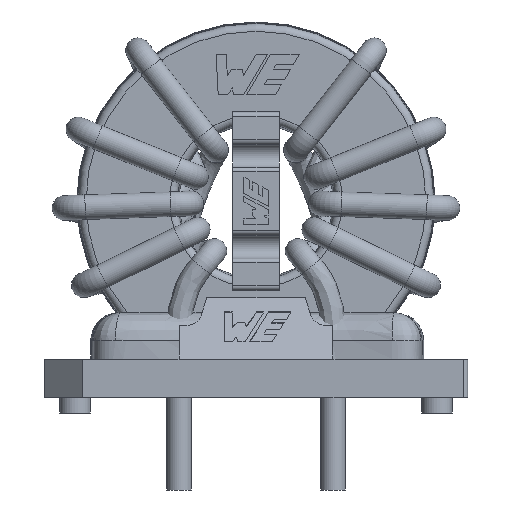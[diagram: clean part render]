
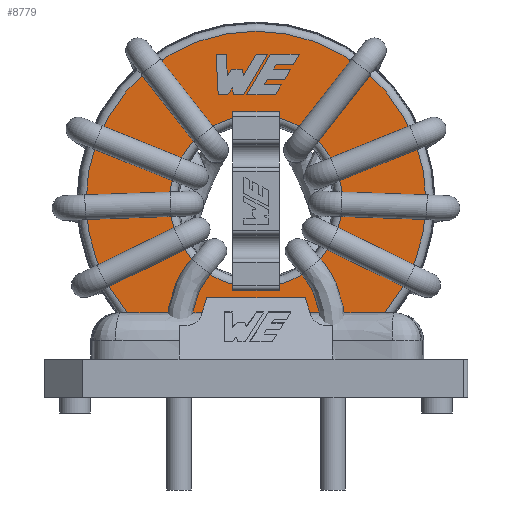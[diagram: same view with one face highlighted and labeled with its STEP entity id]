
A CAD part, front view. The second image highlights one B-rep face of the part: STEP entity #8779.
In plain terms, the highlighted planar face has unit normal (0, -1, 0).
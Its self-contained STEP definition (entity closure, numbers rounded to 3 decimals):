
#379=CIRCLE('',#9542,5.613);
#385=CIRCLE('',#9555,11.037);
#1533=ORIENTED_EDGE('',*,*,#3416,.F.);
#1534=ORIENTED_EDGE('',*,*,#3414,.F.);
#1535=ORIENTED_EDGE('',*,*,#3412,.F.);
#1536=ORIENTED_EDGE('',*,*,#3417,.F.);
#1537=ORIENTED_EDGE('',*,*,#3451,.F.);
#1538=ORIENTED_EDGE('',*,*,#3448,.F.);
#1539=ORIENTED_EDGE('',*,*,#3445,.F.);
#1540=ORIENTED_EDGE('',*,*,#3442,.F.);
#1541=ORIENTED_EDGE('',*,*,#3439,.F.);
#1542=ORIENTED_EDGE('',*,*,#3436,.F.);
#1543=ORIENTED_EDGE('',*,*,#3433,.F.);
#1544=ORIENTED_EDGE('',*,*,#3430,.F.);
#1545=ORIENTED_EDGE('',*,*,#3427,.F.);
#1546=ORIENTED_EDGE('',*,*,#3424,.F.);
#1547=ORIENTED_EDGE('',*,*,#3421,.F.);
#1548=ORIENTED_EDGE('',*,*,#3453,.F.);
#1549=ORIENTED_EDGE('',*,*,#3491,.F.);
#1550=ORIENTED_EDGE('',*,*,#3489,.F.);
#1551=ORIENTED_EDGE('',*,*,#3487,.F.);
#1552=ORIENTED_EDGE('',*,*,#3485,.F.);
#1553=ORIENTED_EDGE('',*,*,#3483,.F.);
#1554=ORIENTED_EDGE('',*,*,#3481,.F.);
#1555=ORIENTED_EDGE('',*,*,#3479,.F.);
#1556=ORIENTED_EDGE('',*,*,#3477,.F.);
#1557=ORIENTED_EDGE('',*,*,#3475,.F.);
#1558=ORIENTED_EDGE('',*,*,#3473,.F.);
#1559=ORIENTED_EDGE('',*,*,#3471,.F.);
#1560=ORIENTED_EDGE('',*,*,#3469,.F.);
#1561=ORIENTED_EDGE('',*,*,#3492,.F.);
#1562=ORIENTED_EDGE('',*,*,#3505,.T.);
#1563=ORIENTED_EDGE('',*,*,#3511,.T.);
#3412=EDGE_CURVE('',#4496,#4495,#5469,.T.);
#3414=EDGE_CURVE('',#4495,#4497,#5471,.T.);
#3416=EDGE_CURVE('',#4497,#4498,#5473,.T.);
#3417=EDGE_CURVE('',#4498,#4496,#5474,.T.);
#3421=EDGE_CURVE('',#4502,#4499,#5478,.T.);
#3424=EDGE_CURVE('',#4499,#4503,#5481,.T.);
#3427=EDGE_CURVE('',#4503,#4505,#5484,.T.);
#3430=EDGE_CURVE('',#4505,#4507,#5487,.T.);
#3433=EDGE_CURVE('',#4507,#4509,#5490,.T.);
#3436=EDGE_CURVE('',#4509,#4511,#5493,.T.);
#3439=EDGE_CURVE('',#4511,#4513,#5496,.T.);
#3442=EDGE_CURVE('',#4513,#4515,#5499,.T.);
#3445=EDGE_CURVE('',#4515,#4517,#5502,.T.);
#3448=EDGE_CURVE('',#4517,#4519,#5505,.T.);
#3451=EDGE_CURVE('',#4519,#4521,#5508,.T.);
#3453=EDGE_CURVE('',#4521,#4502,#5510,.T.);
#3469=EDGE_CURVE('',#4537,#4536,#5526,.T.);
#3471=EDGE_CURVE('',#4536,#4538,#5528,.T.);
#3473=EDGE_CURVE('',#4538,#4539,#5530,.T.);
#3475=EDGE_CURVE('',#4539,#4540,#5532,.T.);
#3477=EDGE_CURVE('',#4540,#4541,#5534,.T.);
#3479=EDGE_CURVE('',#4541,#4542,#5536,.T.);
#3481=EDGE_CURVE('',#4542,#4543,#5538,.T.);
#3483=EDGE_CURVE('',#4543,#4544,#5540,.T.);
#3485=EDGE_CURVE('',#4544,#4545,#5542,.T.);
#3487=EDGE_CURVE('',#4545,#4546,#5544,.T.);
#3489=EDGE_CURVE('',#4546,#4547,#5546,.T.);
#3491=EDGE_CURVE('',#4547,#4548,#5548,.T.);
#3492=EDGE_CURVE('',#4548,#4537,#5549,.T.);
#3505=EDGE_CURVE('',#4561,#4561,#379,.T.);
#3511=EDGE_CURVE('',#4567,#4567,#385,.T.);
#4495=VERTEX_POINT('',#13302);
#4496=VERTEX_POINT('',#13304);
#4497=VERTEX_POINT('',#13308);
#4498=VERTEX_POINT('',#13312);
#4499=VERTEX_POINT('',#13318);
#4502=VERTEX_POINT('',#13323);
#4503=VERTEX_POINT('',#13327);
#4505=VERTEX_POINT('',#13333);
#4507=VERTEX_POINT('',#13339);
#4509=VERTEX_POINT('',#13345);
#4511=VERTEX_POINT('',#13351);
#4513=VERTEX_POINT('',#13357);
#4515=VERTEX_POINT('',#13363);
#4517=VERTEX_POINT('',#13369);
#4519=VERTEX_POINT('',#13375);
#4521=VERTEX_POINT('',#13381);
#4536=VERTEX_POINT('',#13418);
#4537=VERTEX_POINT('',#13420);
#4538=VERTEX_POINT('',#13424);
#4539=VERTEX_POINT('',#13428);
#4540=VERTEX_POINT('',#13432);
#4541=VERTEX_POINT('',#13436);
#4542=VERTEX_POINT('',#13440);
#4543=VERTEX_POINT('',#13444);
#4544=VERTEX_POINT('',#13448);
#4545=VERTEX_POINT('',#13452);
#4546=VERTEX_POINT('',#13456);
#4547=VERTEX_POINT('',#13460);
#4548=VERTEX_POINT('',#13464);
#4561=VERTEX_POINT('',#13504);
#4567=VERTEX_POINT('',#13523);
#5469=LINE('',#13305,#6302);
#5471=LINE('',#13309,#6304);
#5473=LINE('',#13313,#6306);
#5474=LINE('',#13315,#6307);
#5478=LINE('',#13324,#6311);
#5481=LINE('',#13330,#6314);
#5484=LINE('',#13336,#6317);
#5487=LINE('',#13342,#6320);
#5490=LINE('',#13348,#6323);
#5493=LINE('',#13354,#6326);
#5496=LINE('',#13360,#6329);
#5499=LINE('',#13366,#6332);
#5502=LINE('',#13372,#6335);
#5505=LINE('',#13378,#6338);
#5508=LINE('',#13384,#6341);
#5510=LINE('',#13387,#6343);
#5526=LINE('',#13421,#6359);
#5528=LINE('',#13425,#6361);
#5530=LINE('',#13429,#6363);
#5532=LINE('',#13433,#6365);
#5534=LINE('',#13437,#6367);
#5536=LINE('',#13441,#6369);
#5538=LINE('',#13445,#6371);
#5540=LINE('',#13449,#6373);
#5542=LINE('',#13453,#6375);
#5544=LINE('',#13457,#6377);
#5546=LINE('',#13461,#6379);
#5548=LINE('',#13465,#6381);
#5549=LINE('',#13467,#6382);
#6302=VECTOR('',#10764,1000.);
#6304=VECTOR('',#10768,1000.);
#6306=VECTOR('',#10772,1000.);
#6307=VECTOR('',#10775,1000.);
#6311=VECTOR('',#10781,1000.);
#6314=VECTOR('',#10786,1000.);
#6317=VECTOR('',#10791,1000.);
#6320=VECTOR('',#10796,1000.);
#6323=VECTOR('',#10801,1000.);
#6326=VECTOR('',#10806,1000.);
#6329=VECTOR('',#10811,1000.);
#6332=VECTOR('',#10816,1000.);
#6335=VECTOR('',#10821,1000.);
#6338=VECTOR('',#10826,1000.);
#6341=VECTOR('',#10831,1000.);
#6343=VECTOR('',#10835,1000.);
#6359=VECTOR('',#10857,1000.);
#6361=VECTOR('',#10861,1000.);
#6363=VECTOR('',#10865,1000.);
#6365=VECTOR('',#10869,1000.);
#6367=VECTOR('',#10873,1000.);
#6369=VECTOR('',#10877,1000.);
#6371=VECTOR('',#10881,1000.);
#6373=VECTOR('',#10885,1000.);
#6375=VECTOR('',#10889,1000.);
#6377=VECTOR('',#10893,1000.);
#6379=VECTOR('',#10897,1000.);
#6381=VECTOR('',#10901,1000.);
#6382=VECTOR('',#10904,1000.);
#6975=EDGE_LOOP('',(#1533,#1534,#1535,#1536));
#6976=EDGE_LOOP('',(#1537,#1538,#1539,#1540,#1541,#1542,#1543,#1544,#1545,
#1546,#1547,#1548));
#6977=EDGE_LOOP('',(#1549,#1550,#1551,#1552,#1553,#1554,#1555,#1556,#1557,
#1558,#1559,#1560,#1561));
#6978=EDGE_LOOP('',(#1562));
#6979=EDGE_LOOP('',(#1563));
#7718=FACE_BOUND('',#6975,.T.);
#7719=FACE_BOUND('',#6976,.T.);
#7720=FACE_BOUND('',#6977,.T.);
#7721=FACE_BOUND('',#6978,.T.);
#7722=FACE_BOUND('',#6979,.T.);
#8425=PLANE('',#9556);
#8779=ADVANCED_FACE('',(#7718,#7719,#7720,#7721,#7722),#8425,.F.);
#9542=AXIS2_PLACEMENT_3D('',#13503,#10951,#10952);
#9555=AXIS2_PLACEMENT_3D('',#13522,#10977,#10978);
#9556=AXIS2_PLACEMENT_3D('',#13524,#10979,#10980);
#10764=DIRECTION('',(-1.,0.,0.));
#10768=DIRECTION('',(0.,0.,-1.));
#10772=DIRECTION('',(1.,0.,0.));
#10775=DIRECTION('',(0.,0.,1.));
#10781=DIRECTION('',(-1.,0.,0.));
#10786=DIRECTION('',(0.507,0.,0.862));
#10791=DIRECTION('',(1.,0.,0.));
#10796=DIRECTION('',(0.505,0.,0.863));
#10801=DIRECTION('',(-1.,0.,0.));
#10806=DIRECTION('',(0.52,0.,0.854));
#10811=DIRECTION('',(1.,0.,0.));
#10816=DIRECTION('',(0.507,0.,0.862));
#10821=DIRECTION('',(-1.,0.,0.));
#10826=DIRECTION('',(-0.504,0.,-0.864));
#10831=DIRECTION('',(1.,0.,0.));
#10835=DIRECTION('',(0.509,0.,0.861));
#10857=DIRECTION('',(-1.,0.,0.));
#10861=DIRECTION('',(-0.512,0.,-0.859));
#10865=DIRECTION('',(-0.171,0.,0.985));
#10869=DIRECTION('',(-1.,0.,0.));
#10873=DIRECTION('',(-0.583,0.,-0.812));
#10877=DIRECTION('',(-0.047,0.,0.999));
#10881=DIRECTION('',(-1.,0.,0.));
#10885=DIRECTION('',(0.052,0.,-0.999));
#10889=DIRECTION('',(1.,0.,0.));
#10893=DIRECTION('',(0.551,0.,0.834));
#10897=DIRECTION('',(0.141,0.,-0.99));
#10901=DIRECTION('',(1.,0.,0.));
#10904=DIRECTION('',(0.506,0.,0.863));
#10951=DIRECTION('',(0.,1.,0.));
#10952=DIRECTION('',(1.,0.,0.));
#10977=DIRECTION('',(0.,-1.,0.));
#10978=DIRECTION('',(-1.,0.,0.));
#10979=DIRECTION('',(0.,1.,0.));
#10980=DIRECTION('',(1.,0.,0.));
#13302=CARTESIAN_POINT('',(-2.,-4.2,-7.325));
#13304=CARTESIAN_POINT('',(2.,-4.2,-7.325));
#13305=CARTESIAN_POINT('',(2.,-4.2,-7.325));
#13308=CARTESIAN_POINT('',(-2.,-4.2,-9.325));
#13309=CARTESIAN_POINT('',(-2.,-4.2,-7.325));
#13312=CARTESIAN_POINT('',(2.,-4.2,-9.325));
#13313=CARTESIAN_POINT('',(-2.,-4.2,-9.325));
#13315=CARTESIAN_POINT('',(2.,-4.2,-9.325));
#13318=CARTESIAN_POINT('',(0.527,-4.2,7.557));
#13323=CARTESIAN_POINT('',(1.64,-4.2,7.557));
#13324=CARTESIAN_POINT('',(1.64,-4.2,7.557));
#13327=CARTESIAN_POINT('',(0.748,-4.2,7.931));
#13330=CARTESIAN_POINT('',(0.527,-4.2,7.557));
#13333=CARTESIAN_POINT('',(1.86,-4.2,7.931));
#13336=CARTESIAN_POINT('',(0.748,-4.2,7.931));
#13339=CARTESIAN_POINT('',(2.242,-4.2,8.584));
#13342=CARTESIAN_POINT('',(1.86,-4.2,7.931));
#13345=CARTESIAN_POINT('',(1.135,-4.2,8.584));
#13348=CARTESIAN_POINT('',(2.242,-4.2,8.584));
#13351=CARTESIAN_POINT('',(1.321,-4.2,8.89));
#13354=CARTESIAN_POINT('',(1.135,-4.2,8.584));
#13357=CARTESIAN_POINT('',(2.425,-4.2,8.89));
#13360=CARTESIAN_POINT('',(1.321,-4.2,8.89));
#13363=CARTESIAN_POINT('',(2.81,-4.2,9.544));
#13366=CARTESIAN_POINT('',(2.425,-4.2,8.89));
#13369=CARTESIAN_POINT('',(0.932,-4.2,9.544));
#13372=CARTESIAN_POINT('',(2.81,-4.2,9.544));
#13375=CARTESIAN_POINT('',(-0.6,-4.2,6.916));
#13378=CARTESIAN_POINT('',(0.932,-4.2,9.544));
#13381=CARTESIAN_POINT('',(1.261,-4.2,6.916));
#13384=CARTESIAN_POINT('',(-0.6,-4.2,6.916));
#13387=CARTESIAN_POINT('',(1.261,-4.2,6.916));
#13418=CARTESIAN_POINT('',(0.005,-4.2,9.544));
#13420=CARTESIAN_POINT('',(0.747,-4.2,9.544));
#13421=CARTESIAN_POINT('',(0.747,-4.2,9.544));
#13424=CARTESIAN_POINT('',(-0.817,-4.2,8.165));
#13425=CARTESIAN_POINT('',(0.005,-4.2,9.544));
#13428=CARTESIAN_POINT('',(-0.89,-4.2,8.584));
#13429=CARTESIAN_POINT('',(-0.817,-4.2,8.165));
#13432=CARTESIAN_POINT('',(-1.575,-4.2,8.584));
#13433=CARTESIAN_POINT('',(-0.89,-4.2,8.584));
#13436=CARTESIAN_POINT('',(-1.865,-4.2,8.18));
#13437=CARTESIAN_POINT('',(-1.575,-4.2,8.584));
#13440=CARTESIAN_POINT('',(-1.93,-4.2,9.544));
#13441=CARTESIAN_POINT('',(-1.865,-4.2,8.18));
#13444=CARTESIAN_POINT('',(-2.591,-4.2,9.544));
#13445=CARTESIAN_POINT('',(-1.93,-4.2,9.544));
#13448=CARTESIAN_POINT('',(-2.454,-4.2,6.916));
#13449=CARTESIAN_POINT('',(-2.591,-4.2,9.544));
#13452=CARTESIAN_POINT('',(-1.833,-4.2,6.916));
#13453=CARTESIAN_POINT('',(-2.454,-4.2,6.916));
#13456=CARTESIAN_POINT('',(-1.535,-4.2,7.367));
#13457=CARTESIAN_POINT('',(-1.833,-4.2,6.916));
#13460=CARTESIAN_POINT('',(-1.47,-4.2,6.916));
#13461=CARTESIAN_POINT('',(-1.535,-4.2,7.367));
#13464=CARTESIAN_POINT('',(-0.793,-4.2,6.916));
#13465=CARTESIAN_POINT('',(-1.47,-4.2,6.916));
#13467=CARTESIAN_POINT('',(-0.793,-4.2,6.916));
#13503=CARTESIAN_POINT('',(0.,-4.2,0.));
#13504=CARTESIAN_POINT('',(5.613,-4.2,0.));
#13522=CARTESIAN_POINT('',(0.,-4.2,0.));
#13523=CARTESIAN_POINT('',(-11.037,-4.2,0.));
#13524=CARTESIAN_POINT('',(0.,-4.2,0.));
